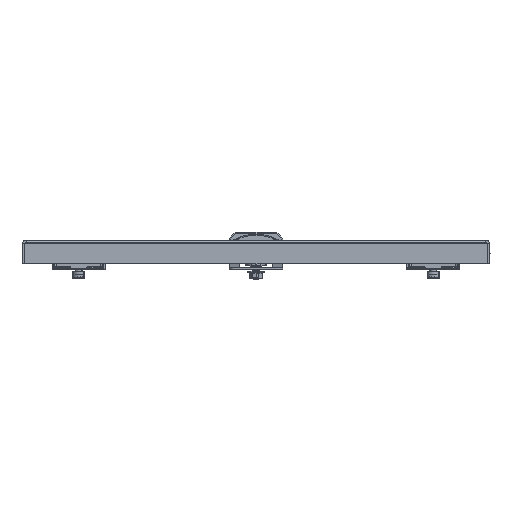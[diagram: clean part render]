
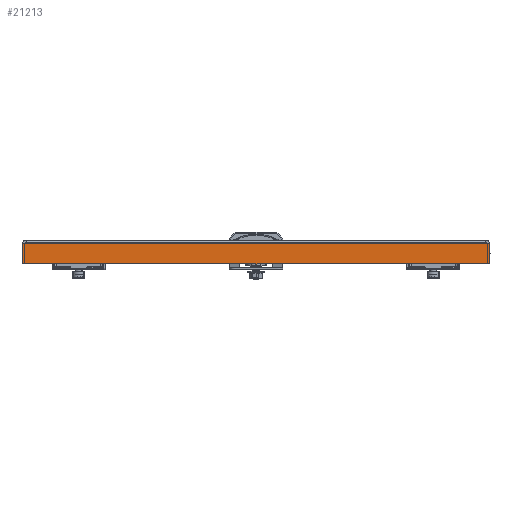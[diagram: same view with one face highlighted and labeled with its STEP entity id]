
A CAD part, left-side view. The second image highlights one B-rep face of the part: STEP entity #21213.
In plain terms, the highlighted planar face has unit normal (-1, 0, 0).
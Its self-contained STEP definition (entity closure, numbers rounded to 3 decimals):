
#834 = EDGE_LOOP ( 'NONE', ( #13756, #13757, #13758, #13759, #13760, #13761 ) ) ;
#3142 = CARTESIAN_POINT ( 'NONE',  ( -497., 0., 0. ) ) ;
#3156 = PLANE ( 'NONE',  #6330 ) ;
#3160 = DIRECTION ( 'NONE',  ( 1., 0., 0. ) ) ;
#3162 = DIRECTION ( 'NONE',  ( 0., 0., -1. ) ) ;
#6283 = CARTESIAN_POINT ( 'NONE',  ( -497., -197.5, -3. ) ) ;
#6285 = CARTESIAN_POINT ( 'NONE',  ( -497., 0., -20. ) ) ;
#6287 = DIRECTION ( 'NONE',  ( 0., -1., 0. ) ) ;
#6301 = DIRECTION ( 'NONE',  ( 0., -1., 0. ) ) ;
#6304 = CARTESIAN_POINT ( 'NONE',  ( -497., 197.5, 0. ) ) ;
#6317 = CARTESIAN_POINT ( 'NONE',  ( -497., -197.5, 0. ) ) ;
#6321 = DIRECTION ( 'NONE',  ( 0., 0., 1. ) ) ;
#6330 = AXIS2_PLACEMENT_3D ( 'NONE', #3142, #3160, #3162 ) ;
#6331 = CARTESIAN_POINT ( 'NONE',  ( -497., -197.5, -3. ) ) ;
#6340 = DIRECTION ( 'NONE',  ( 0., 0., -1. ) ) ;
#6357 = DIRECTION ( 'NONE',  ( 0., -1., 0. ) ) ;
#6363 = CARTESIAN_POINT ( 'NONE',  ( -497., -197.5, -3. ) ) ;
#6367 = DIRECTION ( 'NONE',  ( 0., -1., 0. ) ) ;
#6897 = FACE_OUTER_BOUND ( 'NONE', #834, .T. ) ;
#12400 = LINE ( 'NONE', #6283, #12406 ) ;
#12406 = VECTOR ( 'NONE', #6287, 1000. ) ;
#12407 = LINE ( 'NONE', #6285, #12416 ) ;
#12416 = VECTOR ( 'NONE', #6301, 1000. ) ;
#12420 = LINE ( 'NONE', #6317, #12425 ) ;
#12425 = VECTOR ( 'NONE', #6321, 1000. ) ;
#12432 = LINE ( 'NONE', #6304, #12439 ) ;
#12435 = LINE ( 'NONE', #6331, #12451 ) ;
#12439 = VECTOR ( 'NONE', #6340, 1000. ) ;
#12448 = LINE ( 'NONE', #6363, #12453 ) ;
#12451 = VECTOR ( 'NONE', #6357, 1000. ) ;
#12453 = VECTOR ( 'NONE', #6367, 1000. ) ;
#13756 = ORIENTED_EDGE ( 'NONE', *, *, #20214, .F. ) ;
#13757 = ORIENTED_EDGE ( 'NONE', *, *, #20210, .T. ) ;
#13758 = ORIENTED_EDGE ( 'NONE', *, *, #20203, .T. ) ;
#13759 = ORIENTED_EDGE ( 'NONE', *, *, #20206, .T. ) ;
#13760 = ORIENTED_EDGE ( 'NONE', *, *, #20213, .F. ) ;
#13761 = ORIENTED_EDGE ( 'NONE', *, *, #20200, .F. ) ;
#14143 = CARTESIAN_POINT ( 'NONE',  ( -497., -197.5, -3. ) ) ;
#14155 = CARTESIAN_POINT ( 'NONE',  ( -497., 197.5, -20. ) ) ;
#14159 = CARTESIAN_POINT ( 'NONE',  ( -497., 197.5, -3. ) ) ;
#14163 = CARTESIAN_POINT ( 'NONE',  ( -497., -197.5, -20. ) ) ;
#14165 = CARTESIAN_POINT ( 'NONE',  ( -497., -194.5, -3. ) ) ;
#14169 = CARTESIAN_POINT ( 'NONE',  ( -497., 194.5, -3. ) ) ;
#20200 = EDGE_CURVE ( 'NONE', #26778, #26774, #12400, .T. ) ;
#20203 = EDGE_CURVE ( 'NONE', #26768, #26773, #12407, .T. ) ;
#20206 = EDGE_CURVE ( 'NONE', #26773, #26761, #12420, .T. ) ;
#20210 = EDGE_CURVE ( 'NONE', #26771, #26768, #12432, .T. ) ;
#20213 = EDGE_CURVE ( 'NONE', #26774, #26761, #12435, .T. ) ;
#20214 = EDGE_CURVE ( 'NONE', #26771, #26778, #12448, .T. ) ;
#21213 = ADVANCED_FACE ( 'NONE', ( #6897 ), #3156, .F. ) ;
#26761 = VERTEX_POINT ( 'NONE', #14143 ) ;
#26768 = VERTEX_POINT ( 'NONE', #14155 ) ;
#26771 = VERTEX_POINT ( 'NONE', #14159 ) ;
#26773 = VERTEX_POINT ( 'NONE', #14163 ) ;
#26774 = VERTEX_POINT ( 'NONE', #14165 ) ;
#26778 = VERTEX_POINT ( 'NONE', #14169 ) ;
